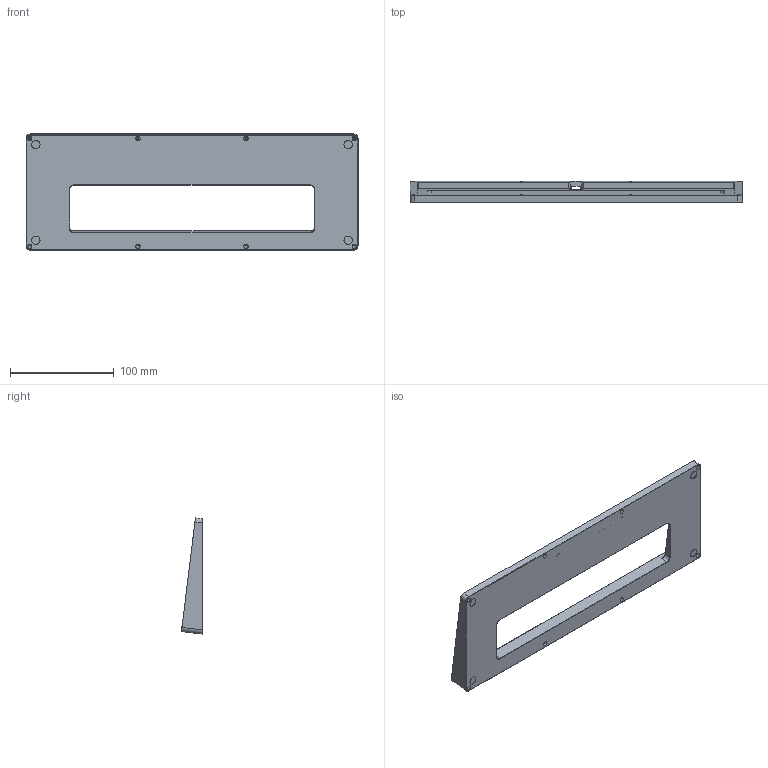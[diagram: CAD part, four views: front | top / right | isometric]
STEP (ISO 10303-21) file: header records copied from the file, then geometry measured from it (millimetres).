
FILE_DESCRIPTION(/* description */ (''),/* implementation_level */ '2;1');
FILE_NAME(/* name */ 'Bottom.step',/* time_stamp */ '2020-12-08T11:18:43+08:00',/* author */ (''),/* organization */ (''),/* preprocessor_version */ 'ST-DEVELOPER v18.1',/* originating_system */ 'Autodesk Translation Framework v9.3.0.1241',/* authorisation */ '');
FILE_SCHEMA (('AUTOMOTIVE_DESIGN { 1 0 10303 214 3 1 1 }'));
Length unit declared in the file: millimetre
Products named in the file (1): Bottom
Bounding box: 319.75 x 20.38 x 111.84 mm (x, y, z)
Volume: 182380.2 mm3; surface area: 74364.7 mm2
Topology: 1 solids, 1 shells, 626 faces, 1715 edges, 1136 vertices
Faces by surface type: bspline 373, plane 189, cylinder 60, cone 4
Full cylindrical faces by diameter (mm): 2 x8, 3 x2, 4.25 x8, 6 x2, 8 x4
Entity records: 22030 total; most frequent: CARTESIAN_POINT 8745, ORIENTED_EDGE 3430, EDGE_CURVE 1715, DIRECTION 1663, VERTEX_POINT 1136, LINE 855, VECTOR 855, EDGE_LOOP 691
